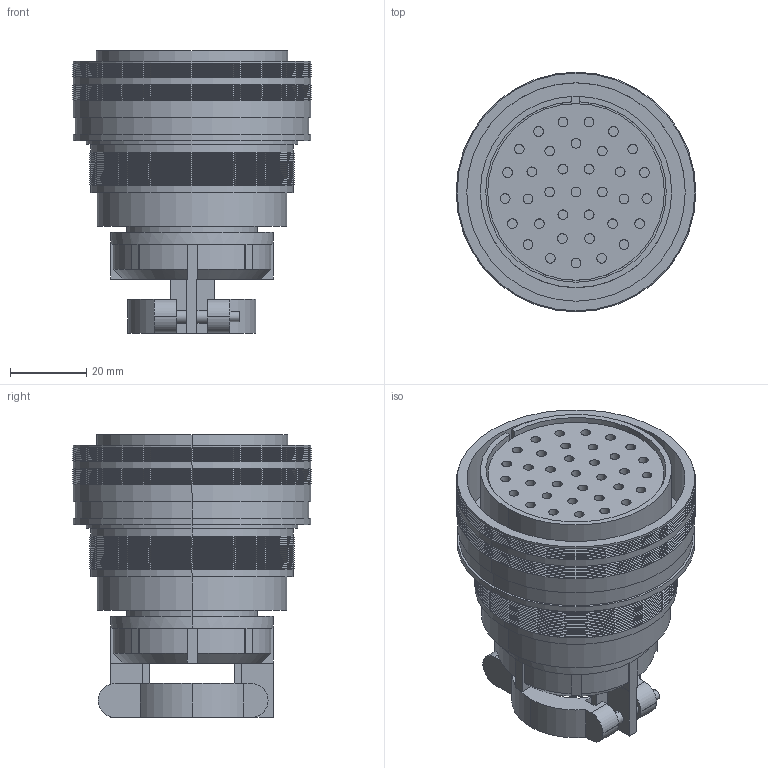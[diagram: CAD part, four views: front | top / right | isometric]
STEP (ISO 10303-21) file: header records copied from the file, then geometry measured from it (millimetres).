
FILE_DESCRIPTION (( 'STEP AP203' ), '1' );
FILE_NAME ('A1388-1-CN.STEP', '2013-11-12T12:54:07', ( '' ), ( '' ), 'SwSTEP 2.0', 'SolidWorks 2012', '' );
FILE_SCHEMA (( 'CONFIG_CONTROL_DESIGN' ));
Length unit declared in the file: inch
Products named in the file (1): A1388-1-CN
Bounding box: 62.71 x 62.71 x 74.01 mm (x, y, z)
Volume: 123542.6 mm3; surface area: 36875.4 mm2
Topology: 1 solids, 1 shells, 431 faces, 949 edges, 572 vertices
Faces by surface type: plane 157, cylinder 136, cone 134, torus 4
Entity records: 11946 total; most frequent: DIRECTION 2243, CARTESIAN_POINT 2047, ORIENTED_EDGE 1898, EDGE_CURVE 949, AXIS2_PLACEMENT_3D 874, VERTEX_POINT 572, VECTOR 495, LINE 495
